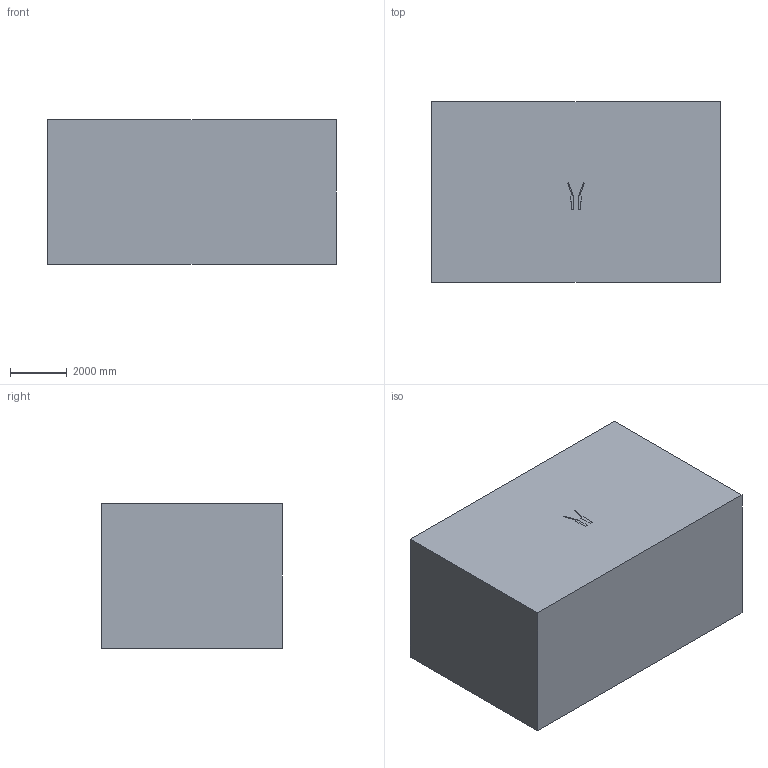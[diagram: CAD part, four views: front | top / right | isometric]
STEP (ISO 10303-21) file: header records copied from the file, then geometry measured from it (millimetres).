
FILE_DESCRIPTION (( 'STEP AP214' ), '1' );
FILE_NAME ('Conical_20_degree.STEP', '2023-04-04T18:46:52', ( '' ), ( '' ), 'SwSTEP 2.0', 'SolidWorks 2022', '' );
FILE_SCHEMA (( 'AUTOMOTIVE_DESIGN' ));
Length unit declared in the file: inch
Products named in the file (1): Conical_20_degree
Bounding box: 10160 x 6350 x 5080 mm (x, y, z)
Volume: 327741280000 mm3; surface area: 298960228.1 mm2
Topology: 2 solids, 2 shells, 42 faces, 112 edges, 74 vertices
Faces by surface type: cylinder 12, cone 12, plane 12, torus 6
Entity records: 1389 total; most frequent: DIRECTION 252, CARTESIAN_POINT 229, ORIENTED_EDGE 224, EDGE_CURVE 112, AXIS2_PLACEMENT_3D 97, VERTEX_POINT 74, LINE 58, VECTOR 58
